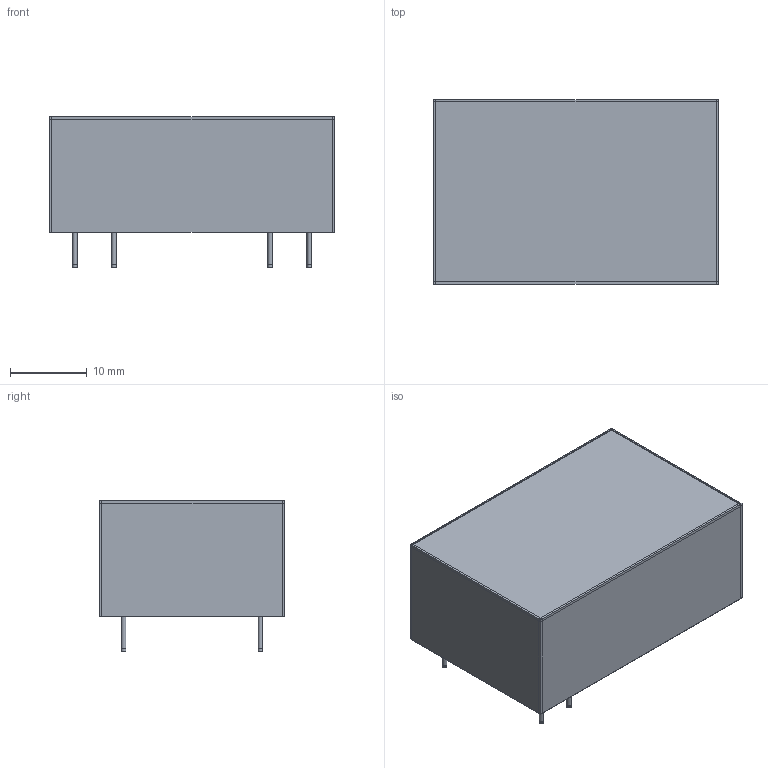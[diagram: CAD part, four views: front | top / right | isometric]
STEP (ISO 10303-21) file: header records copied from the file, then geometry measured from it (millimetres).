
FILE_DESCRIPTION(('FreeCAD Model'),'2;1');
FILE_NAME('Open CASCADE Shape Model','2024-11-30T13:29:34',(''),(''), 'Open CASCADE STEP processor 7.7','FreeCAD','Unknown');
FILE_SCHEMA(('CONFIG_CONTROL_DESIGN','SHAPE_APPEARANCE_LAYER_MIM'));
Length unit declared in the file: millimetre
Products named in the file (6): mini_power_supply_ac_xx_3; Körper; Pad; Pad001; Fillet001; Fillet
Assembly tree (5 placements, depth 2):
  mini_power_supply_ac_xx_3
    Körper
    Pad
    Pad001
    Fillet001
    Fillet
Bounding box: 37 x 24 x 19.5 mm (x, y, z)
Surface area: 18126.1 mm2
Topology: 5 solids, 5 shells, 106 faces, 224 edges, 126 vertices
Faces by surface type: cylinder 44, plane 40, sphere 22
Full cylindrical faces by diameter (mm): 0.6 x20
Entity records: 3184 total; most frequent: DIRECTION 524, CARTESIAN_POINT 440, ORIENTED_EDGE 404, AXIS2_PLACEMENT_3D 210, EDGE_CURVE 202, FACE_BOUND 126, EDGE_LOOP 126, VERTEX_POINT 126
